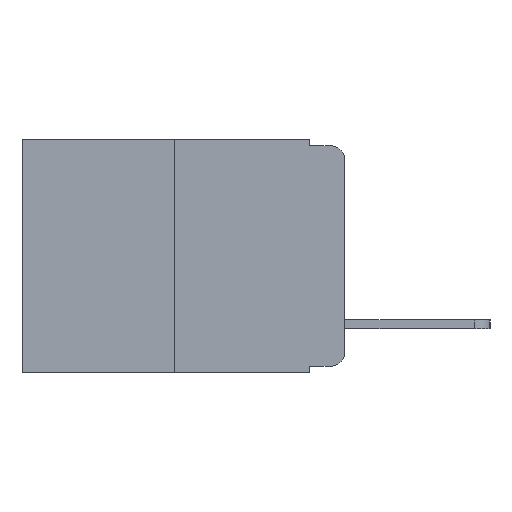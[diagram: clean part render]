
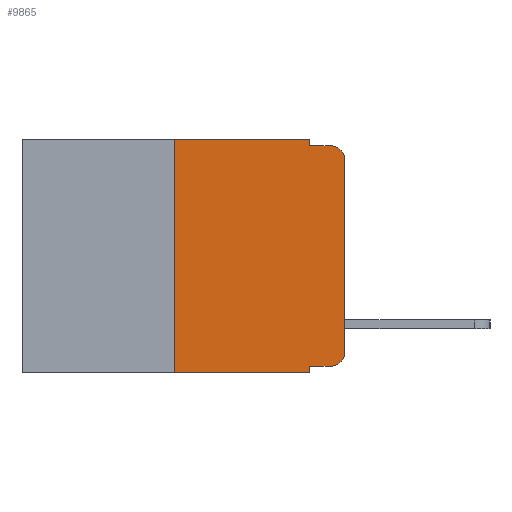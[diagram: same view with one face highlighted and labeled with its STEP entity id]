
A CAD part, left-side view. The second image highlights one B-rep face of the part: STEP entity #9865.
In plain terms, the highlighted planar face has unit normal (-1, 0, 0).
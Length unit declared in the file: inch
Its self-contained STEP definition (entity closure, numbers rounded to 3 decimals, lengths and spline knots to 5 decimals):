
#186 = DIRECTION ( 'NONE',  ( 0., 0., -1. ) ) ;
#552 = EDGE_CURVE ( 'NONE', #8826, #8743, #10269, .T. ) ;
#600 = DIRECTION ( 'NONE',  ( 0., 0., -1. ) ) ;
#648 = DIRECTION ( 'NONE',  ( -1., 0., 0. ) ) ;
#1017 = CARTESIAN_POINT ( 'NONE',  ( 0., 0., -0.313 ) ) ;
#1161 = LINE ( 'NONE', #5367, #12761 ) ;
#1332 = DIRECTION ( 'NONE',  ( 0., 0., -1. ) ) ;
#1437 = CARTESIAN_POINT ( 'NONE',  ( 0., 0.25, 0. ) ) ;
#1448 = LINE ( 'NONE', #8030, #6809 ) ;
#1768 = VERTEX_POINT ( 'NONE', #1017 ) ;
#1820 = CIRCLE ( 'NONE', #5608, 0.02 ) ;
#1848 = LINE ( 'NONE', #8809, #8281 ) ;
#2012 = VERTEX_POINT ( 'NONE', #12328 ) ;
#2067 = DIRECTION ( 'NONE',  ( -1., 0., 0. ) ) ;
#2409 = CARTESIAN_POINT ( 'NONE',  ( 0., 0.02, -0.313 ) ) ;
#2556 = LINE ( 'NONE', #8738, #8230 ) ;
#2754 = AXIS2_PLACEMENT_3D ( 'NONE', #7049, #8172, #1332 ) ;
#2758 = LINE ( 'NONE', #7225, #14164 ) ;
#3603 = CARTESIAN_POINT ( 'NONE',  ( 0., 0.02, -0.03 ) ) ;
#4196 = VECTOR ( 'NONE', #14163, 39.37008 ) ;
#4479 = CARTESIAN_POINT ( 'NONE',  ( 0., 0.051, -0.01 ) ) ;
#4508 = EDGE_CURVE ( 'NONE', #8743, #11034, #7172, .T. ) ;
#4644 = CIRCLE ( 'NONE', #5741, 0.02 ) ;
#4820 = CARTESIAN_POINT ( 'NONE',  ( 0., 0.02, -0.01 ) ) ;
#4872 = CARTESIAN_POINT ( 'NONE',  ( 0., 0.051, 0. ) ) ;
#5339 = CARTESIAN_POINT ( 'NONE',  ( 0., 0.051, -0.343 ) ) ;
#5367 = CARTESIAN_POINT ( 'NONE',  ( 0., 0., 0. ) ) ;
#5390 = DIRECTION ( 'NONE',  ( 0., 0., 1. ) ) ;
#5589 = CARTESIAN_POINT ( 'NONE',  ( 0., 0., -0.03 ) ) ;
#5608 = AXIS2_PLACEMENT_3D ( 'NONE', #2409, #648, #600 ) ;
#5684 = VECTOR ( 'NONE', #186, 39.37008 ) ;
#5741 = AXIS2_PLACEMENT_3D ( 'NONE', #3603, #2067, #14263 ) ;
#5990 = EDGE_CURVE ( 'NONE', #8946, #11034, #4644, .T. ) ;
#6539 = VERTEX_POINT ( 'NONE', #1437 ) ;
#6741 = EDGE_CURVE ( 'NONE', #1768, #8946, #1161, .T. ) ;
#6809 = VECTOR ( 'NONE', #13449, 39.37008 ) ;
#7049 = CARTESIAN_POINT ( 'NONE',  ( 0., 0.473, 0. ) ) ;
#7172 = LINE ( 'NONE', #10029, #4196 ) ;
#7225 = CARTESIAN_POINT ( 'NONE',  ( 0., 0.051, 0. ) ) ;
#7318 = VERTEX_POINT ( 'NONE', #5339 ) ;
#7761 = ORIENTED_EDGE ( 'NONE', *, *, #9784, .F. ) ;
#8030 = CARTESIAN_POINT ( 'NONE',  ( 0., 0.473, 0. ) ) ;
#8172 = DIRECTION ( 'NONE',  ( 1., 0., 0. ) ) ;
#8230 = VECTOR ( 'NONE', #5390, 39.37008 ) ;
#8281 = VECTOR ( 'NONE', #9934, 39.37008 ) ;
#8738 = CARTESIAN_POINT ( 'NONE',  ( 0., 0.25, 0. ) ) ;
#8743 = VERTEX_POINT ( 'NONE', #4479 ) ;
#8760 = FACE_OUTER_BOUND ( 'NONE', #14450, .T. ) ;
#8809 = CARTESIAN_POINT ( 'NONE',  ( 0., 0.473, -0.343 ) ) ;
#8826 = VERTEX_POINT ( 'NONE', #4872 ) ;
#8889 = CARTESIAN_POINT ( 'NONE',  ( 0., 0.051, -0.333 ) ) ;
#8946 = VERTEX_POINT ( 'NONE', #5589 ) ;
#9297 = EDGE_CURVE ( 'NONE', #11607, #1768, #1820, .T. ) ;
#9784 = EDGE_CURVE ( 'NONE', #6539, #8826, #1448, .T. ) ;
#9865 = ADVANCED_FACE ( 'NONE', ( #8760 ), #13577, .F. ) ;
#9883 = ORIENTED_EDGE ( 'NONE', *, *, #10803, .T. ) ;
#9934 = DIRECTION ( 'NONE',  ( 0., -1., 0. ) ) ;
#10029 = CARTESIAN_POINT ( 'NONE',  ( 0., 0.051, -0.01 ) ) ;
#10069 = DIRECTION ( 'NONE',  ( 0., -1., 0. ) ) ;
#10074 = ORIENTED_EDGE ( 'NONE', *, *, #6741, .T. ) ;
#10269 = LINE ( 'NONE', #10508, #5684 ) ;
#10414 = ORIENTED_EDGE ( 'NONE', *, *, #552, .F. ) ;
#10508 = CARTESIAN_POINT ( 'NONE',  ( 0., 0.051, 0. ) ) ;
#10658 = VECTOR ( 'NONE', #10069, 39.37008 ) ;
#10762 = ORIENTED_EDGE ( 'NONE', *, *, #13617, .F. ) ;
#10803 = EDGE_CURVE ( 'NONE', #2012, #11607, #13458, .T. ) ;
#11034 = VERTEX_POINT ( 'NONE', #4820 ) ;
#11127 = ORIENTED_EDGE ( 'NONE', *, *, #5990, .T. ) ;
#11483 = DIRECTION ( 'NONE',  ( 0., 0., 1. ) ) ;
#11607 = VERTEX_POINT ( 'NONE', #12523 ) ;
#12328 = CARTESIAN_POINT ( 'NONE',  ( 0., 0.051, -0.333 ) ) ;
#12523 = CARTESIAN_POINT ( 'NONE',  ( 0., 0.02, -0.333 ) ) ;
#12565 = ORIENTED_EDGE ( 'NONE', *, *, #4508, .F. ) ;
#12569 = EDGE_CURVE ( 'NONE', #13544, #7318, #1848, .T. ) ;
#12761 = VECTOR ( 'NONE', #11483, 39.37008 ) ;
#12926 = EDGE_CURVE ( 'NONE', #2012, #7318, #2758, .T. ) ;
#13074 = ORIENTED_EDGE ( 'NONE', *, *, #9297, .T. ) ;
#13449 = DIRECTION ( 'NONE',  ( 0., -1., 0. ) ) ;
#13458 = LINE ( 'NONE', #8889, #10658 ) ;
#13544 = VERTEX_POINT ( 'NONE', #14020 ) ;
#13577 = PLANE ( 'NONE',  #2754 ) ;
#13617 = EDGE_CURVE ( 'NONE', #13544, #6539, #2556, .T. ) ;
#13745 = DIRECTION ( 'NONE',  ( 0., 0., -1. ) ) ;
#14020 = CARTESIAN_POINT ( 'NONE',  ( 0., 0.25, -0.343 ) ) ;
#14163 = DIRECTION ( 'NONE',  ( 0., -1., 0. ) ) ;
#14164 = VECTOR ( 'NONE', #13745, 39.37008 ) ;
#14213 = ORIENTED_EDGE ( 'NONE', *, *, #12569, .T. ) ;
#14263 = DIRECTION ( 'NONE',  ( 0., 0., -1. ) ) ;
#14450 = EDGE_LOOP ( 'NONE', ( #10074, #11127, #12565, #10414, #7761, #10762, #14213, #14541, #9883, #13074 ) ) ;
#14541 = ORIENTED_EDGE ( 'NONE', *, *, #12926, .F. ) ;
